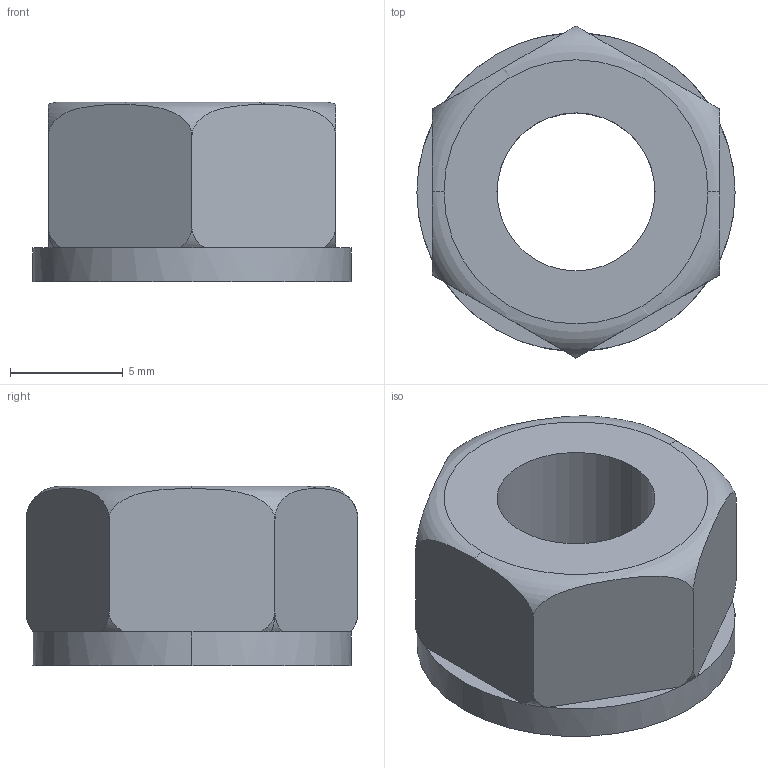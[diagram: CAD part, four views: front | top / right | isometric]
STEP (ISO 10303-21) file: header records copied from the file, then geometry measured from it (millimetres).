
FILE_DESCRIPTION (( 'STEP AP203' ), '1' );
FILE_NAME ('Bolt2.step_Default_sldprt.STEP', '2020-10-26T08:41:21', ( '' ), ( '' ), 'SwSTEP 2.0', 'SolidWorks 2020', '' );
FILE_SCHEMA (( 'CONFIG_CONTROL_DESIGN' ));
Length unit declared in the file: millimetre
Products named in the file (1): Bolt2.step_Default_sldprt
Bounding box: 14.1 x 14.7 x 7.95 mm (x, y, z)
Volume: 828.8 mm3; surface area: 750.9 mm2
Topology: 1 solids, 1 shells, 28 faces, 66 edges, 40 vertices
Faces by surface type: plane 14, torus 10, cylinder 4
Entity records: 1468 total; most frequent: CARTESIAN_POINT 764, ORIENTED_EDGE 132, DIRECTION 130, EDGE_CURVE 66, AXIS2_PLACEMENT_3D 57, VERTEX_POINT 40, EDGE_LOOP 30, FACE_OUTER_BOUND 28
